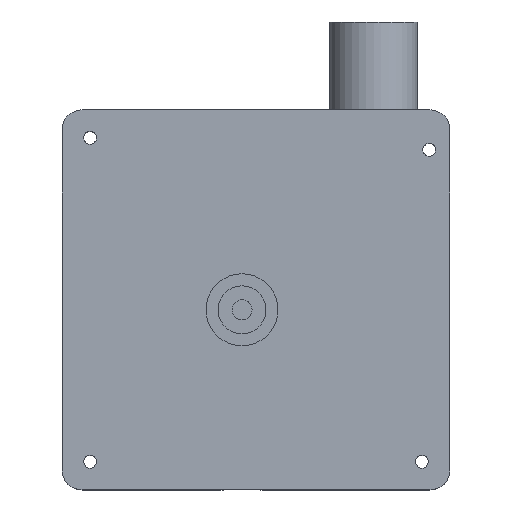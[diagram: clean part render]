
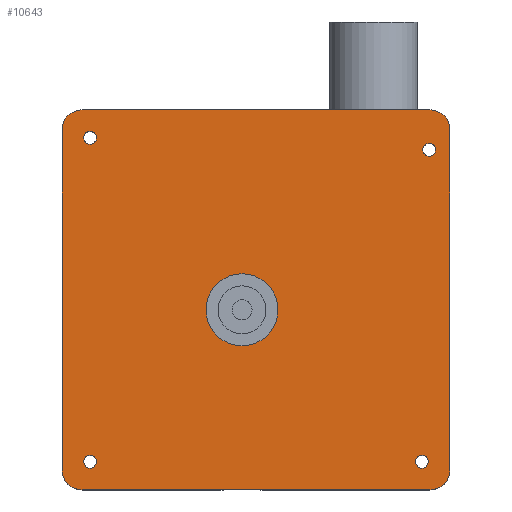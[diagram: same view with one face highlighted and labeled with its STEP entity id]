
A CAD part, top view. The second image highlights one B-rep face of the part: STEP entity #10643.
In plain terms, the highlighted planar face has unit normal (0, 0, 1).
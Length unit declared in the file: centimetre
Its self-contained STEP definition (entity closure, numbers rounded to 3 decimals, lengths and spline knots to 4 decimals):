
#388=FACE_BOUND($,#2039,.T.);
#389=FACE_BOUND($,#2040,.T.);
#390=FACE_BOUND($,#2041,.T.);
#391=FACE_BOUND($,#2042,.T.);
#392=FACE_BOUND($,#2043,.T.);
#693=CIRCLE($,#11603,0.16);
#694=CIRCLE($,#11605,0.16);
#695=CIRCLE($,#11607,0.16);
#696=CIRCLE($,#11609,0.16);
#697=CIRCLE($,#11612,0.5);
#698=CIRCLE($,#11615,0.5);
#699=CIRCLE($,#11618,0.5);
#700=CIRCLE($,#11621,0.5);
#702=CIRCLE($,#11626,0.9);
#1373=FACE_OUTER_BOUND($,#2038,.T.);
#2038=EDGE_LOOP($,(#9662,#9663,#9664,#9665,#9666,#9667,#9668,#9669));
#2039=EDGE_LOOP($,(#9670));
#2040=EDGE_LOOP($,(#9671));
#2041=EDGE_LOOP($,(#9672));
#2042=EDGE_LOOP($,(#9673));
#2043=EDGE_LOOP($,(#9674));
#3049=LINE($,#20188,#4059);
#3052=LINE($,#20196,#4062);
#3055=LINE($,#20204,#4065);
#3059=LINE($,#20213,#4069);
#4059=VECTOR($,#14532,8.5);
#4062=VECTOR($,#14541,8.7);
#4065=VECTOR($,#14550,8.5);
#4069=VECTOR($,#14560,8.7);
#5095=VERTEX_POINT($,#20173);
#5096=VERTEX_POINT($,#20176);
#5097=VERTEX_POINT($,#20179);
#5098=VERTEX_POINT($,#20182);
#5099=VERTEX_POINT($,#20185);
#5100=VERTEX_POINT($,#20187);
#5101=VERTEX_POINT($,#20191);
#5102=VERTEX_POINT($,#20195);
#5103=VERTEX_POINT($,#20199);
#5104=VERTEX_POINT($,#20203);
#5105=VERTEX_POINT($,#20207);
#5106=VERTEX_POINT($,#20211);
#5109=VERTEX_POINT($,#20240);
#6609=EDGE_CURVE($,#5095,#5095,#693,.T.);
#6610=EDGE_CURVE($,#5096,#5096,#694,.T.);
#6611=EDGE_CURVE($,#5097,#5097,#695,.T.);
#6612=EDGE_CURVE($,#5098,#5098,#696,.T.);
#6614=EDGE_CURVE($,#5099,#5100,#3049,.T.);
#6616=EDGE_CURVE($,#5100,#5101,#697,.T.);
#6618=EDGE_CURVE($,#5102,#5101,#3052,.T.);
#6620=EDGE_CURVE($,#5102,#5103,#698,.T.);
#6622=EDGE_CURVE($,#5104,#5103,#3055,.T.);
#6624=EDGE_CURVE($,#5104,#5105,#699,.T.);
#6627=EDGE_CURVE($,#5105,#5106,#3059,.T.);
#6628=EDGE_CURVE($,#5106,#5099,#700,.T.);
#6633=EDGE_CURVE($,#5109,#5109,#702,.T.);
#9662=ORIENTED_EDGE($,*,*,#6628,.F.);
#9663=ORIENTED_EDGE($,*,*,#6627,.F.);
#9664=ORIENTED_EDGE($,*,*,#6624,.F.);
#9665=ORIENTED_EDGE($,*,*,#6622,.T.);
#9666=ORIENTED_EDGE($,*,*,#6620,.F.);
#9667=ORIENTED_EDGE($,*,*,#6618,.T.);
#9668=ORIENTED_EDGE($,*,*,#6616,.F.);
#9669=ORIENTED_EDGE($,*,*,#6614,.F.);
#9670=ORIENTED_EDGE($,*,*,#6612,.T.);
#9671=ORIENTED_EDGE($,*,*,#6611,.T.);
#9672=ORIENTED_EDGE($,*,*,#6610,.T.);
#9673=ORIENTED_EDGE($,*,*,#6609,.T.);
#9674=ORIENTED_EDGE($,*,*,#6633,.T.);
#10079=PLANE($,#11625);
#10643=ADVANCED_FACE($,(#1373,#388,#389,#390,#391,#392),#10079,.T.);
#11603=AXIS2_PLACEMENT_3D($,#20174,#14515,#14516);
#11605=AXIS2_PLACEMENT_3D($,#20177,#14519,#14520);
#11607=AXIS2_PLACEMENT_3D($,#20180,#14523,#14524);
#11609=AXIS2_PLACEMENT_3D($,#20183,#14527,#14528);
#11612=AXIS2_PLACEMENT_3D($,#20192,#14536,#14537);
#11615=AXIS2_PLACEMENT_3D($,#20200,#14545,#14546);
#11618=AXIS2_PLACEMENT_3D($,#20208,#14554,#14555);
#11621=AXIS2_PLACEMENT_3D($,#20215,#14563,#14564);
#11625=AXIS2_PLACEMENT_3D($,#20239,#14573,#14574);
#11626=AXIS2_PLACEMENT_3D($,#20241,#14575,#14576);
#14515=DIRECTION('center_axis',(0.,0.,-1.));
#14516=DIRECTION('ref_axis',(1.,0.,0.));
#14519=DIRECTION('center_axis',(0.,0.,-1.));
#14520=DIRECTION('ref_axis',(1.,0.,0.));
#14523=DIRECTION('center_axis',(0.,0.,-1.));
#14524=DIRECTION('ref_axis',(1.,0.,0.));
#14527=DIRECTION('center_axis',(0.,0.,-1.));
#14528=DIRECTION('ref_axis',(1.,0.,0.));
#14532=DIRECTION($,(0.,-1.,0.));
#14536=DIRECTION('center_axis',(0.,0.,-1.));
#14537=DIRECTION('ref_axis',(0.707,-0.707,0.));
#14541=DIRECTION($,(1.,0.,0.));
#14545=DIRECTION('center_axis',(0.,0.,-1.));
#14546=DIRECTION('ref_axis',(-0.707,-0.707,0.));
#14550=DIRECTION($,(0.,-1.,0.));
#14554=DIRECTION('center_axis',(0.,0.,-1.));
#14555=DIRECTION('ref_axis',(-0.707,0.707,0.));
#14560=DIRECTION($,(1.,0.,0.));
#14563=DIRECTION('center_axis',(0.,0.,-1.));
#14564=DIRECTION('ref_axis',(0.707,0.707,0.));
#14573=DIRECTION('center_axis',(0.,0.,1.));
#14574=DIRECTION('ref_axis',(1.,0.,0.));
#14575=DIRECTION('center_axis',(0.,0.,-1.));
#14576=DIRECTION('ref_axis',(-1.,0.,0.));
#20173=CARTESIAN_POINT('',(-23.9659,13.7046,4.34));
#20174=CARTESIAN_POINT('Origin',(-23.8059,13.7046,4.34));
#20176=CARTESIAN_POINT('',(-23.9659,21.8046,4.34));
#20177=CARTESIAN_POINT('Origin',(-23.8059,21.8046,4.34));
#20179=CARTESIAN_POINT('',(-15.4859,21.5046,4.34));
#20180=CARTESIAN_POINT('Origin',(-15.3259,21.5046,4.34));
#20182=CARTESIAN_POINT('',(-15.6659,13.7046,4.34));
#20183=CARTESIAN_POINT('Origin',(-15.5059,13.7046,4.34));
#20185=CARTESIAN_POINT('',(-14.8059,22.0046,4.34));
#20187=CARTESIAN_POINT('',(-14.8059,13.5046,4.34));
#20188=CARTESIAN_POINT($,(-14.8059,15.3796,4.34));
#20191=CARTESIAN_POINT('',(-15.3059,13.0046,4.34));
#20192=CARTESIAN_POINT('Origin',(-15.3059,13.5046,4.34));
#20195=CARTESIAN_POINT('',(-24.0059,13.0046,4.34));
#20196=CARTESIAN_POINT($,(-22.1309,13.0046,4.34));
#20199=CARTESIAN_POINT('',(-24.5059,13.5046,4.34));
#20200=CARTESIAN_POINT('Origin',(-24.0059,13.5046,4.34));
#20203=CARTESIAN_POINT('',(-24.5059,22.0046,4.34));
#20204=CARTESIAN_POINT($,(-24.5059,20.1296,4.34));
#20207=CARTESIAN_POINT('',(-24.0059,22.5046,4.34));
#20208=CARTESIAN_POINT('Origin',(-24.0059,22.0046,4.34));
#20211=CARTESIAN_POINT('',(-15.3059,22.5046,4.34));
#20213=CARTESIAN_POINT($,(-15.0059,22.5046,4.34));
#20215=CARTESIAN_POINT('Origin',(-15.3059,22.0046,4.34));
#20239=CARTESIAN_POINT('Origin',(-19.7559,17.7546,4.34));
#20240=CARTESIAN_POINT('',(-19.1059,17.5046,4.34));
#20241=CARTESIAN_POINT('Origin',(-20.0059,17.5046,4.34));
